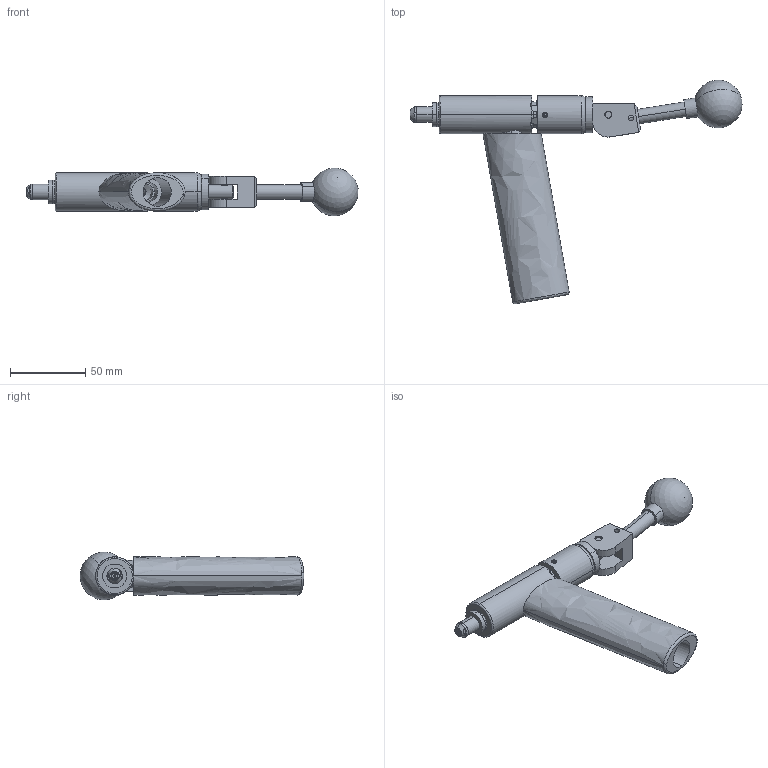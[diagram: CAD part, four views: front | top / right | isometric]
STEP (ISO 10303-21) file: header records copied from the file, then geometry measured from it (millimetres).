
FILE_DESCRIPTION (( 'STEP AP214' ), '1' );
FILE_NAME ('CTSC-003731.STEP', '2025-06-15T19:10:55', ( '' ), ( '' ), 'SwSTEP 2.0', 'SolidWorks 2023', '' );
FILE_SCHEMA (( 'AUTOMOTIVE_DESIGN' ));
Length unit declared in the file: inch
Products named in the file (1): CTSC-003731
Bounding box: 220.63 x 148.69 x 31.6 mm (x, y, z)
Volume: 151844.7 mm3; surface area: 48452.1 mm2
Topology: 10 solids, 10 shells, 311 faces, 751 edges, 479 vertices
Faces by surface type: cylinder 125, plane 117, cone 51, torus 9, bspline 7, sphere 2
Entity records: 14973 total; most frequent: CARTESIAN_POINT 3785, DIRECTION 1516, ORIENTED_EDGE 1488, EDGE_CURVE 744, AXIS2_PLACEMENT_3D 600, VERTEX_POINT 476, EDGE_LOOP 356, LINE 316
